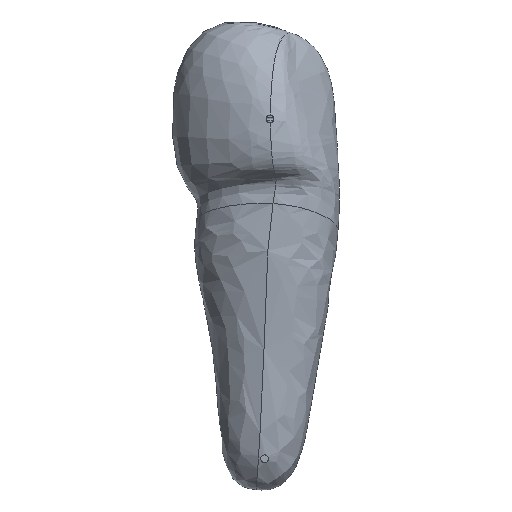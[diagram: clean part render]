
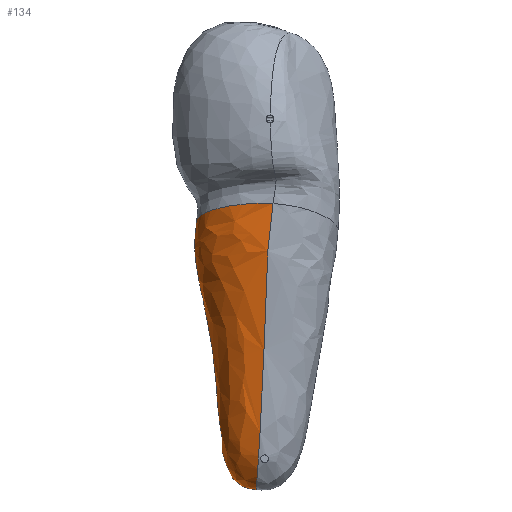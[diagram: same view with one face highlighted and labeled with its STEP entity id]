
A CAD part, left-side view. The second image highlights one B-rep face of the part: STEP entity #134.
In plain terms, the highlighted free-form (B-spline) face has degree [3, 3] with [6, 6] control points.
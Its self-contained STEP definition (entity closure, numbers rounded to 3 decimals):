
#6 = B_SPLINE_CURVE_WITH_KNOTS ( 'NONE', 3,
 ( #447, #847, #55, #115, #523, #181 ),
 .UNSPECIFIED., .F., .F.,
 ( 4, 1, 1, 4 ),
 ( 0., 0.2, 0.6, 1. ),
 .UNSPECIFIED. ) ;
#52 = CARTESIAN_POINT ( 'NONE',  ( 28.377, 5.619, -360.392 ) ) ;
#55 = CARTESIAN_POINT ( 'NONE',  ( -0.402, 5.233, -203.156 ) ) ;
#62 = CARTESIAN_POINT ( 'NONE',  ( 164.253, 29.372, -191.063 ) ) ;
#63 = CARTESIAN_POINT ( 'NONE',  ( 30.578, 105.604, -197.564 ) ) ;
#75 = B_SPLINE_SURFACE_WITH_KNOTS ( 'NONE', 3, 3, ( 
 ( #434, #653, #783, #714, #112, #257 ),
 ( #255, #127, #455, #513, #789, #394 ),
 ( #846, #721, #577, #640, #328, #518 ),
 ( #793, #651, #63, #179, #443, #118 ),
 ( #316, #649, #716, #382, #521, #646 ),
 ( #251, #388, #323, #52, #574, #589 ) ),
 .UNSPECIFIED., .F., .F., .F.,
 ( 4, 1, 1, 4 ),
 ( 4, 1, 1, 4 ),
 ( 1.946, 3., 4., 5.024 ),
 ( 1.486, 2., 3., 4. ),
 .UNSPECIFIED. ) ;
#81 = B_SPLINE_CURVE_WITH_KNOTS ( 'NONE', 3,
 ( #283, #607, #738, #350, #140, #813 ),
 .UNSPECIFIED., .F., .F.,
 ( 4, 1, 1, 4 ),
 ( 0., 0.4, 0.8, 1. ),
 .UNSPECIFIED. ) ;
#112 = CARTESIAN_POINT ( 'NONE',  ( 144.361, 15.6, -507.651 ) ) ;
#115 = CARTESIAN_POINT ( 'NONE',  ( 28.335, 7.006, -359.655 ) ) ;
#118 = CARTESIAN_POINT ( 'NONE',  ( 88.359, 18.165, -504.496 ) ) ;
#127 = CARTESIAN_POINT ( 'NONE',  ( 165.955, 27.438, -212.599 ) ) ;
#134 = ADVANCED_FACE ( 'NONE', ( #692 ), #75, .F. ) ;
#140 = CARTESIAN_POINT ( 'NONE',  ( 163.235, -0.358, -215.101 ) ) ;
#150 = ORIENTED_EDGE ( 'NONE', *, *, #768, .F. ) ;
#178 = EDGE_CURVE ( 'NONE', #628, #492, #6, .T. ) ;
#179 = CARTESIAN_POINT ( 'NONE',  ( 50.285, 60.254, -348.052 ) ) ;
#181 = CARTESIAN_POINT ( 'NONE',  ( 88.359, 18.165, -504.496 ) ) ;
#187 = CARTESIAN_POINT ( 'NONE',  ( 1.711, 27.737, -134.678 ) ) ;
#250 = CARTESIAN_POINT ( 'NONE',  ( 1.204, -3.856, -136.665 ) ) ;
#251 = CARTESIAN_POINT ( 'NONE',  ( 1.177, -6.298, -135.702 ) ) ;
#255 = CARTESIAN_POINT ( 'NONE',  ( 167.272, 25.403, -190.1 ) ) ;
#257 = CARTESIAN_POINT ( 'NONE',  ( 88.359, 18.165, -504.496 ) ) ;
#283 = CARTESIAN_POINT ( 'NONE',  ( 88.359, 18.165, -504.496 ) ) ;
#316 = CARTESIAN_POINT ( 'NONE',  ( 1.214, 25.854, -133.386 ) ) ;
#323 = CARTESIAN_POINT ( 'NONE',  ( -0.529, 2.948, -202.682 ) ) ;
#328 = CARTESIAN_POINT ( 'NONE',  ( 123.026, 72.52, -503.469 ) ) ;
#346 = EDGE_LOOP ( 'NONE', ( #150, #707, #393 ) ) ;
#350 = CARTESIAN_POINT ( 'NONE',  ( 157.793, 6.095, -284.542 ) ) ;
#382 = CARTESIAN_POINT ( 'NONE',  ( 27.49, 25.314, -349.718 ) ) ;
#388 = CARTESIAN_POINT ( 'NONE',  ( 1.292, -4.273, -149.464 ) ) ;
#392 = CARTESIAN_POINT ( 'NONE',  ( 164.512, -2.339, -192.863 ) ) ;
#393 = ORIENTED_EDGE ( 'NONE', *, *, #826, .T. ) ;
#394 = CARTESIAN_POINT ( 'NONE',  ( 88.359, 18.165, -504.496 ) ) ;
#434 = CARTESIAN_POINT ( 'NONE',  ( 164.422, -7.565, -191.249 ) ) ;
#441 = CARTESIAN_POINT ( 'NONE',  ( 164.512, -2.339, -192.863 ) ) ;
#443 = CARTESIAN_POINT ( 'NONE',  ( 54.262, 72.121, -504.934 ) ) ;
#447 = CARTESIAN_POINT ( 'NONE',  ( 1.204, -3.856, -136.665 ) ) ;
#455 = CARTESIAN_POINT ( 'NONE',  ( 160.241, 33.943, -282.142 ) ) ;
#492 = VERTEX_POINT ( 'NONE', #775 ) ;
#513 = CARTESIAN_POINT ( 'NONE',  ( 137.63, 24.878, -368.504 ) ) ;
#518 = CARTESIAN_POINT ( 'NONE',  ( 88.359, 18.165, -504.496 ) ) ;
#521 = CARTESIAN_POINT ( 'NONE',  ( 32.109, 35.163, -508.257 ) ) ;
#523 = CARTESIAN_POINT ( 'NONE',  ( 32.729, 17.871, -509.771 ) ) ;
#574 = CARTESIAN_POINT ( 'NONE',  ( 32.755, 16.557, -509.887 ) ) ;
#575 = CARTESIAN_POINT ( 'NONE',  ( 109.83, 99.478, -175.05 ) ) ;
#577 = CARTESIAN_POINT ( 'NONE',  ( 110.556, 106.097, -232.368 ) ) ;
#580 = CARTESIAN_POINT ( 'NONE',  ( 1.204, -3.856, -136.665 ) ) ;
#582 = VERTEX_POINT ( 'NONE', #392 ) ;
#589 = CARTESIAN_POINT ( 'NONE',  ( 88.359, 18.165, -504.496 ) ) ;
#607 = CARTESIAN_POINT ( 'NONE',  ( 144.444, 18.519, -507.391 ) ) ;
#628 = VERTEX_POINT ( 'NONE', #250 ) ;
#640 = CARTESIAN_POINT ( 'NONE',  ( 120.389, 60.238, -346.582 ) ) ;
#646 = CARTESIAN_POINT ( 'NONE',  ( 88.359, 18.165, -504.496 ) ) ;
#649 = CARTESIAN_POINT ( 'NONE',  ( 1.167, 27.994, -146.252 ) ) ;
#651 = CARTESIAN_POINT ( 'NONE',  ( 23.975, 99.718, -154.497 ) ) ;
#653 = CARTESIAN_POINT ( 'NONE',  ( 163.143, -5.538, -214.143 ) ) ;
#692 = FACE_OUTER_BOUND ( 'NONE', #346, .T. ) ;
#707 = ORIENTED_EDGE ( 'NONE', *, *, #178, .F. ) ;
#714 = CARTESIAN_POINT ( 'NONE',  ( 136.983, 4.286, -374.228 ) ) ;
#715 = CARTESIAN_POINT ( 'NONE',  ( 22.772, 98.254, -144.892 ) ) ;
#716 = CARTESIAN_POINT ( 'NONE',  ( -1.378, 35.091, -197.011 ) ) ;
#721 = CARTESIAN_POINT ( 'NONE',  ( 110.74, 100.817, -187.355 ) ) ;
#735 = B_SPLINE_CURVE_WITH_KNOTS ( 'NONE', 3,
 ( #580, #187, #715, #575, #62, #441 ),
 .UNSPECIFIED., .F., .F.,
 ( 4, 1, 1, 4 ),
 ( 0., 0.333, 0.667, 1. ),
 .UNSPECIFIED. ) ;
#738 = CARTESIAN_POINT ( 'NONE',  ( 137.009, 7.406, -373.314 ) ) ;
#768 = EDGE_CURVE ( 'NONE', #492, #582, #81, .T. ) ;
#775 = CARTESIAN_POINT ( 'NONE',  ( 88.359, 18.165, -504.496 ) ) ;
#783 = CARTESIAN_POINT ( 'NONE',  ( 157.74, 1.043, -284.601 ) ) ;
#789 = CARTESIAN_POINT ( 'NONE',  ( 145.545, 34.742, -505.924 ) ) ;
#793 = CARTESIAN_POINT ( 'NONE',  ( 21.905, 98.114, -143.776 ) ) ;
#813 = CARTESIAN_POINT ( 'NONE',  ( 164.512, -2.339, -192.863 ) ) ;
#826 = EDGE_CURVE ( 'NONE', #628, #582, #735, .T. ) ;
#846 = CARTESIAN_POINT ( 'NONE',  ( 111.439, 99.383, -174.55 ) ) ;
#847 = CARTESIAN_POINT ( 'NONE',  ( 1.27, -1.857, -150.221 ) ) ;
